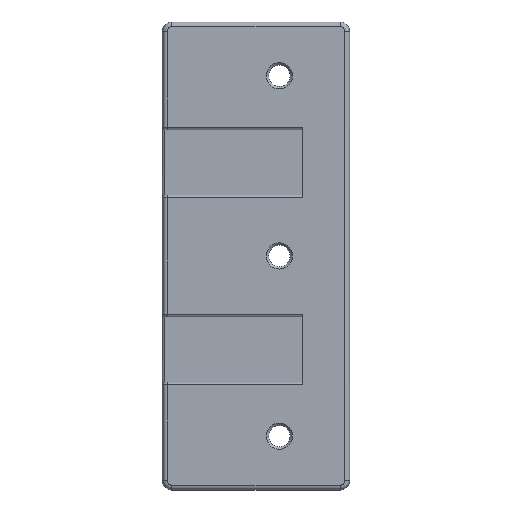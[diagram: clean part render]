
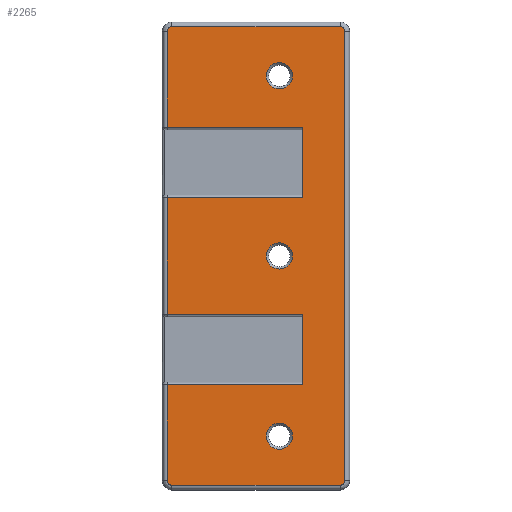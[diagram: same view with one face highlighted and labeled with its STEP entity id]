
A CAD part, top view. The second image highlights one B-rep face of the part: STEP entity #2265.
In plain terms, the highlighted planar face has unit normal (0, 0, 1).
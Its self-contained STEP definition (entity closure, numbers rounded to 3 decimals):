
#23=FACE_BOUND('',#342,.T.);
#24=FACE_BOUND('',#343,.T.);
#25=FACE_BOUND('',#344,.T.);
#82=CIRCLE('',#2411,1.);
#85=CIRCLE('',#2414,1.);
#97=CIRCLE('',#2451,1.);
#98=CIRCLE('',#2452,1.);
#99=CIRCLE('',#2453,2.8);
#100=CIRCLE('',#2454,2.8);
#101=CIRCLE('',#2455,2.8);
#214=FACE_OUTER_BOUND('',#341,.T.);
#341=EDGE_LOOP('',(#1612,#1613,#1614,#1615,#1616,#1617,#1618,#1619,#1620,
#1621,#1622,#1623,#1624,#1625,#1626,#1627));
#342=EDGE_LOOP('',(#1628));
#343=EDGE_LOOP('',(#1629));
#344=EDGE_LOOP('',(#1630));
#499=LINE('',#3859,#734);
#500=LINE('',#3860,#735);
#501=LINE('',#3862,#736);
#502=LINE('',#3866,#737);
#503=LINE('',#3869,#738);
#504=LINE('',#3871,#739);
#505=LINE('',#3873,#740);
#506=LINE('',#3875,#741);
#507=LINE('',#3877,#742);
#508=LINE('',#3879,#743);
#509=LINE('',#3881,#744);
#510=LINE('',#3882,#745);
#734=VECTOR('',#2773,1.);
#735=VECTOR('',#2774,1.);
#736=VECTOR('',#2775,1.);
#737=VECTOR('',#2778,1.);
#738=VECTOR('',#2781,1.);
#739=VECTOR('',#2782,1.);
#740=VECTOR('',#2783,1.);
#741=VECTOR('',#2784,1.);
#742=VECTOR('',#2785,1.);
#743=VECTOR('',#2786,1.);
#744=VECTOR('',#2787,1.);
#745=VECTOR('',#2788,1.);
#971=VERTEX_POINT('',#3773);
#972=VERTEX_POINT('',#3775);
#973=VERTEX_POINT('',#3787);
#974=VERTEX_POINT('',#3789);
#995=VERTEX_POINT('',#3857);
#996=VERTEX_POINT('',#3858);
#997=VERTEX_POINT('',#3861);
#998=VERTEX_POINT('',#3863);
#999=VERTEX_POINT('',#3865);
#1000=VERTEX_POINT('',#3867);
#1001=VERTEX_POINT('',#3870);
#1002=VERTEX_POINT('',#3872);
#1003=VERTEX_POINT('',#3874);
#1004=VERTEX_POINT('',#3876);
#1005=VERTEX_POINT('',#3878);
#1006=VERTEX_POINT('',#3880);
#1007=VERTEX_POINT('',#3883);
#1008=VERTEX_POINT('',#3885);
#1009=VERTEX_POINT('',#3887);
#1199=EDGE_CURVE('',#972,#971,#82,.T.);
#1202=EDGE_CURVE('',#973,#974,#85,.T.);
#1236=EDGE_CURVE('',#995,#996,#499,.T.);
#1237=EDGE_CURVE('',#974,#996,#500,.T.);
#1238=EDGE_CURVE('',#997,#973,#501,.T.);
#1239=EDGE_CURVE('',#998,#997,#97,.T.);
#1240=EDGE_CURVE('',#998,#999,#502,.T.);
#1241=EDGE_CURVE('',#999,#1000,#98,.T.);
#1242=EDGE_CURVE('',#972,#1000,#503,.T.);
#1243=EDGE_CURVE('',#1001,#971,#504,.T.);
#1244=EDGE_CURVE('',#1001,#1002,#505,.T.);
#1245=EDGE_CURVE('',#1003,#1002,#506,.T.);
#1246=EDGE_CURVE('',#1003,#1004,#507,.T.);
#1247=EDGE_CURVE('',#1005,#1004,#508,.T.);
#1248=EDGE_CURVE('',#1005,#1006,#509,.T.);
#1249=EDGE_CURVE('',#995,#1006,#510,.T.);
#1250=EDGE_CURVE('',#1007,#1007,#99,.T.);
#1251=EDGE_CURVE('',#1008,#1008,#100,.T.);
#1252=EDGE_CURVE('',#1009,#1009,#101,.T.);
#1612=ORIENTED_EDGE('',*,*,#1236,.T.);
#1613=ORIENTED_EDGE('',*,*,#1237,.F.);
#1614=ORIENTED_EDGE('',*,*,#1202,.F.);
#1615=ORIENTED_EDGE('',*,*,#1238,.F.);
#1616=ORIENTED_EDGE('',*,*,#1239,.F.);
#1617=ORIENTED_EDGE('',*,*,#1240,.T.);
#1618=ORIENTED_EDGE('',*,*,#1241,.T.);
#1619=ORIENTED_EDGE('',*,*,#1242,.F.);
#1620=ORIENTED_EDGE('',*,*,#1199,.T.);
#1621=ORIENTED_EDGE('',*,*,#1243,.F.);
#1622=ORIENTED_EDGE('',*,*,#1244,.T.);
#1623=ORIENTED_EDGE('',*,*,#1245,.F.);
#1624=ORIENTED_EDGE('',*,*,#1246,.T.);
#1625=ORIENTED_EDGE('',*,*,#1247,.F.);
#1626=ORIENTED_EDGE('',*,*,#1248,.T.);
#1627=ORIENTED_EDGE('',*,*,#1249,.F.);
#1628=ORIENTED_EDGE('',*,*,#1250,.F.);
#1629=ORIENTED_EDGE('',*,*,#1251,.F.);
#1630=ORIENTED_EDGE('',*,*,#1252,.F.);
#2175=PLANE('',#2450);
#2265=ADVANCED_FACE('',(#214,#23,#24,#25),#2175,.T.);
#2411=AXIS2_PLACEMENT_3D('',#3776,#2683,#2684);
#2414=AXIS2_PLACEMENT_3D('',#3790,#2689,#2690);
#2450=AXIS2_PLACEMENT_3D('',#3856,#2771,#2772);
#2451=AXIS2_PLACEMENT_3D('',#3864,#2776,#2777);
#2452=AXIS2_PLACEMENT_3D('',#3868,#2779,#2780);
#2453=AXIS2_PLACEMENT_3D('',#3884,#2789,#2790);
#2454=AXIS2_PLACEMENT_3D('',#3886,#2791,#2792);
#2455=AXIS2_PLACEMENT_3D('',#3888,#2793,#2794);
#2683=DIRECTION('center_axis',(0.,0.,1.));
#2684=DIRECTION('ref_axis',(0.,1.,0.));
#2689=DIRECTION('center_axis',(0.,0.,-1.));
#2690=DIRECTION('ref_axis',(0.,-1.,0.));
#2771=DIRECTION('center_axis',(0.,0.,1.));
#2772=DIRECTION('ref_axis',(0.,1.,0.));
#2773=DIRECTION('',(-1.,0.,0.));
#2774=DIRECTION('',(0.,1.,0.));
#2775=DIRECTION('',(-1.,0.,0.));
#2776=DIRECTION('center_axis',(0.,0.,-1.));
#2777=DIRECTION('ref_axis',(0.,-1.,0.));
#2778=DIRECTION('',(0.,1.,0.));
#2779=DIRECTION('center_axis',(0.,0.,1.));
#2780=DIRECTION('ref_axis',(0.,1.,0.));
#2781=DIRECTION('',(1.,0.,0.));
#2782=DIRECTION('',(0.,1.,0.));
#2783=DIRECTION('',(1.,0.,0.));
#2784=DIRECTION('',(0.,1.,0.));
#2785=DIRECTION('',(-1.,0.,0.));
#2786=DIRECTION('',(0.,1.,0.));
#2787=DIRECTION('',(1.,0.,0.));
#2788=DIRECTION('',(0.,1.,0.));
#2789=DIRECTION('center_axis',(0.,0.,1.));
#2790=DIRECTION('ref_axis',(0.,1.,0.));
#2791=DIRECTION('center_axis',(0.,0.,1.));
#2792=DIRECTION('ref_axis',(0.,1.,0.));
#2793=DIRECTION('center_axis',(0.,0.,1.));
#2794=DIRECTION('ref_axis',(0.,1.,0.));
#3773=CARTESIAN_POINT('',(674.5,497.5,605.));
#3775=CARTESIAN_POINT('',(675.5,498.5,605.));
#3776=CARTESIAN_POINT('Origin',(675.5,497.5,605.));
#3787=CARTESIAN_POINT('',(675.5,400.5,605.));
#3789=CARTESIAN_POINT('',(674.5,401.5,605.));
#3790=CARTESIAN_POINT('Origin',(675.5,401.5,605.));
#3856=CARTESIAN_POINT('Origin',(705.54,449.5,605.));
#3857=CARTESIAN_POINT('',(703.5,422.,605.));
#3858=CARTESIAN_POINT('',(674.5,422.,605.));
#3859=CARTESIAN_POINT('',(705.54,422.,605.));
#3860=CARTESIAN_POINT('',(674.5,449.5,605.));
#3861=CARTESIAN_POINT('',(711.5,400.5,605.));
#3862=CARTESIAN_POINT('',(705.54,400.5,605.));
#3863=CARTESIAN_POINT('',(712.5,401.5,605.));
#3864=CARTESIAN_POINT('Origin',(711.5,401.5,605.));
#3865=CARTESIAN_POINT('',(712.5,497.5,605.));
#3866=CARTESIAN_POINT('',(712.5,449.5,605.));
#3867=CARTESIAN_POINT('',(711.5,498.5,605.));
#3868=CARTESIAN_POINT('Origin',(711.5,497.5,605.));
#3869=CARTESIAN_POINT('',(705.54,498.5,605.));
#3870=CARTESIAN_POINT('',(674.5,477.,605.));
#3871=CARTESIAN_POINT('',(674.5,449.5,605.));
#3872=CARTESIAN_POINT('',(703.5,477.,605.));
#3873=CARTESIAN_POINT('',(705.54,477.,605.));
#3874=CARTESIAN_POINT('',(703.5,462.,605.));
#3875=CARTESIAN_POINT('',(703.5,399.5,605.));
#3876=CARTESIAN_POINT('',(674.5,462.,605.));
#3877=CARTESIAN_POINT('',(705.54,462.,605.));
#3878=CARTESIAN_POINT('',(674.5,437.,605.));
#3879=CARTESIAN_POINT('',(674.5,449.5,605.));
#3880=CARTESIAN_POINT('',(703.5,437.,605.));
#3881=CARTESIAN_POINT('',(705.54,437.,605.));
#3882=CARTESIAN_POINT('',(703.5,399.5,605.));
#3883=CARTESIAN_POINT('',(698.5,408.2,605.));
#3884=CARTESIAN_POINT('Origin',(698.5,411.,605.));
#3885=CARTESIAN_POINT('',(698.5,446.7,605.));
#3886=CARTESIAN_POINT('Origin',(698.5,449.5,605.));
#3887=CARTESIAN_POINT('',(698.5,485.2,605.));
#3888=CARTESIAN_POINT('Origin',(698.5,488.,605.));
